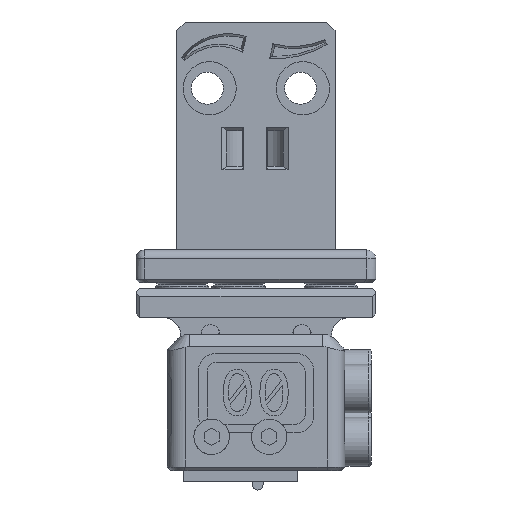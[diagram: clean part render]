
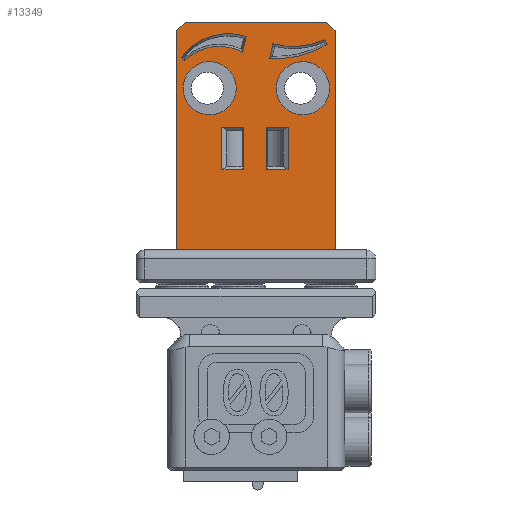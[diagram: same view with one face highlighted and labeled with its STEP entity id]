
A CAD part, front view. The second image highlights one B-rep face of the part: STEP entity #13349.
In plain terms, the highlighted planar face has unit normal (0, -1, 0).
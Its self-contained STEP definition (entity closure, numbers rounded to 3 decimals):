
#856=CIRCLE('',#14518,3.);
#859=CIRCLE('',#14523,8.814);
#862=CIRCLE('',#14528,10.606);
#864=CIRCLE('',#14532,6.626);
#866=CIRCLE('',#14536,5.596);
#867=CIRCLE('',#14538,3.);
#3616=ORIENTED_EDGE('',*,*,#6172,.T.);
#3617=ORIENTED_EDGE('',*,*,#6162,.F.);
#3618=ORIENTED_EDGE('',*,*,#6166,.F.);
#3619=ORIENTED_EDGE('',*,*,#6168,.F.);
#3620=ORIENTED_EDGE('',*,*,#6173,.T.);
#3621=ORIENTED_EDGE('',*,*,#5898,.T.);
#3622=ORIENTED_EDGE('',*,*,#6157,.F.);
#3623=ORIENTED_EDGE('',*,*,#6155,.F.);
#3624=ORIENTED_EDGE('',*,*,#6153,.F.);
#3625=ORIENTED_EDGE('',*,*,#6151,.F.);
#3626=ORIENTED_EDGE('',*,*,#6149,.F.);
#3627=ORIENTED_EDGE('',*,*,#6147,.F.);
#3628=ORIENTED_EDGE('',*,*,#6145,.F.);
#3629=ORIENTED_EDGE('',*,*,#6142,.F.);
#3630=ORIENTED_EDGE('',*,*,#6141,.T.);
#3631=ORIENTED_EDGE('',*,*,#6140,.T.);
#3632=ORIENTED_EDGE('',*,*,#6138,.T.);
#3633=ORIENTED_EDGE('',*,*,#6136,.T.);
#3634=ORIENTED_EDGE('',*,*,#6133,.T.);
#3635=ORIENTED_EDGE('',*,*,#6132,.T.);
#3636=ORIENTED_EDGE('',*,*,#6130,.T.);
#3637=ORIENTED_EDGE('',*,*,#6128,.T.);
#3638=ORIENTED_EDGE('',*,*,#6125,.T.);
#3639=ORIENTED_EDGE('',*,*,#6124,.F.);
#5898=EDGE_CURVE('',#7441,#7444,#8755,.T.);
#6124=EDGE_CURVE('',#7589,#7589,#856,.T.);
#6125=EDGE_CURVE('',#7590,#7591,#8880,.T.);
#6128=EDGE_CURVE('',#7592,#7590,#859,.T.);
#6130=EDGE_CURVE('',#7593,#7592,#8881,.T.);
#6132=EDGE_CURVE('',#7591,#7593,#862,.T.);
#6133=EDGE_CURVE('',#7594,#7595,#8882,.T.);
#6136=EDGE_CURVE('',#7596,#7594,#864,.T.);
#6138=EDGE_CURVE('',#7597,#7596,#8883,.T.);
#6140=EDGE_CURVE('',#7595,#7597,#866,.T.);
#6141=EDGE_CURVE('',#7598,#7598,#867,.T.);
#6142=EDGE_CURVE('',#7599,#7600,#8884,.T.);
#6145=EDGE_CURVE('',#7600,#7601,#8887,.T.);
#6147=EDGE_CURVE('',#7601,#7602,#8889,.T.);
#6149=EDGE_CURVE('',#7602,#7599,#8891,.T.);
#6151=EDGE_CURVE('',#7603,#7604,#8893,.T.);
#6153=EDGE_CURVE('',#7604,#7605,#8895,.T.);
#6155=EDGE_CURVE('',#7605,#7606,#8897,.T.);
#6157=EDGE_CURVE('',#7606,#7603,#8899,.T.);
#6162=EDGE_CURVE('',#7611,#7612,#8902,.T.);
#6166=EDGE_CURVE('',#7614,#7611,#8906,.T.);
#6168=EDGE_CURVE('',#7615,#7614,#8908,.T.);
#6172=EDGE_CURVE('',#7444,#7612,#8912,.T.);
#6173=EDGE_CURVE('',#7615,#7441,#8913,.T.);
#7441=VERTEX_POINT('',#21464);
#7444=VERTEX_POINT('',#21469);
#7589=VERTEX_POINT('',#22053);
#7590=VERTEX_POINT('',#22056);
#7591=VERTEX_POINT('',#22057);
#7592=VERTEX_POINT('',#22062);
#7593=VERTEX_POINT('',#22066);
#7594=VERTEX_POINT('',#22072);
#7595=VERTEX_POINT('',#22073);
#7596=VERTEX_POINT('',#22080);
#7597=VERTEX_POINT('',#22084);
#7598=VERTEX_POINT('',#22092);
#7599=VERTEX_POINT('',#22095);
#7600=VERTEX_POINT('',#22096);
#7601=VERTEX_POINT('',#22101);
#7602=VERTEX_POINT('',#22105);
#7603=VERTEX_POINT('',#22111);
#7604=VERTEX_POINT('',#22113);
#7605=VERTEX_POINT('',#22117);
#7606=VERTEX_POINT('',#22121);
#7611=VERTEX_POINT('',#22136);
#7612=VERTEX_POINT('',#22138);
#7614=VERTEX_POINT('',#22144);
#7615=VERTEX_POINT('',#22148);
#8755=LINE('',#21470,#10031);
#8880=LINE('',#22055,#10156);
#8881=LINE('',#22065,#10157);
#8882=LINE('',#22071,#10158);
#8883=LINE('',#22083,#10159);
#8884=LINE('',#22094,#10160);
#8887=LINE('',#22100,#10163);
#8889=LINE('',#22104,#10165);
#8891=LINE('',#22108,#10167);
#8893=LINE('',#22112,#10169);
#8895=LINE('',#22116,#10171);
#8897=LINE('',#22120,#10173);
#8899=LINE('',#22124,#10175);
#8902=LINE('',#22137,#10178);
#8906=LINE('',#22145,#10182);
#8908=LINE('',#22150,#10184);
#8912=LINE('',#22156,#10188);
#8913=LINE('',#22158,#10189);
#10031=VECTOR('',#16887,1000.);
#10156=VECTOR('',#17338,1000.);
#10157=VECTOR('',#17351,1000.);
#10158=VECTOR('',#17360,1000.);
#10159=VECTOR('',#17371,1000.);
#10160=VECTOR('',#17382,1000.);
#10163=VECTOR('',#17387,1000.);
#10165=VECTOR('',#17391,1000.);
#10167=VECTOR('',#17395,1000.);
#10169=VECTOR('',#17399,1000.);
#10171=VECTOR('',#17403,1000.);
#10173=VECTOR('',#17407,1000.);
#10175=VECTOR('',#17411,1000.);
#10178=VECTOR('',#17424,1000.);
#10182=VECTOR('',#17430,1000.);
#10184=VECTOR('',#17434,1000.);
#10188=VECTOR('',#17442,1000.);
#10189=VECTOR('',#17445,1000.);
#11178=EDGE_LOOP('',(#3616,#3617,#3618,#3619,#3620,#3621));
#11179=EDGE_LOOP('',(#3622,#3623,#3624,#3625));
#11180=EDGE_LOOP('',(#3626,#3627,#3628,#3629));
#11181=EDGE_LOOP('',(#3630));
#11182=EDGE_LOOP('',(#3631,#3632,#3633,#3634));
#11183=EDGE_LOOP('',(#3635,#3636,#3637,#3638));
#11184=EDGE_LOOP('',(#3639));
#12074=FACE_BOUND('',#11178,.T.);
#12075=FACE_BOUND('',#11179,.T.);
#12076=FACE_BOUND('',#11180,.T.);
#12077=FACE_BOUND('',#11181,.T.);
#12078=FACE_BOUND('',#11182,.T.);
#12079=FACE_BOUND('',#11183,.T.);
#12080=FACE_BOUND('',#11184,.T.);
#12702=PLANE('',#14557);
#13349=ADVANCED_FACE('',(#12074,#12075,#12076,#12077,#12078,#12079,#12080),
#12702,.T.);
#14518=AXIS2_PLACEMENT_3D('',#22052,#17334,#17335);
#14523=AXIS2_PLACEMENT_3D('',#22061,#17345,#17346);
#14528=AXIS2_PLACEMENT_3D('',#22069,#17356,#17357);
#14532=AXIS2_PLACEMENT_3D('',#22079,#17365,#17366);
#14536=AXIS2_PLACEMENT_3D('',#22089,#17374,#17375);
#14538=AXIS2_PLACEMENT_3D('',#22091,#17378,#17379);
#14557=AXIS2_PLACEMENT_3D('',#22159,#17446,#17447);
#16887=DIRECTION('',(1.,0.,0.));
#17334=DIRECTION('',(0.,-1.,0.));
#17335=DIRECTION('',(1.,0.,0.));
#17338=DIRECTION('',(0.447,0.,-0.894));
#17345=DIRECTION('',(0.,-1.,0.));
#17346=DIRECTION('',(1.,0.,0.));
#17351=DIRECTION('',(0.22,0.,0.975));
#17356=DIRECTION('',(0.,1.,0.));
#17357=DIRECTION('',(1.,0.,0.));
#17360=DIRECTION('',(-0.225,0.,-0.974));
#17365=DIRECTION('',(0.,1.,0.));
#17366=DIRECTION('',(1.,0.,0.));
#17371=DIRECTION('',(-0.707,0.,0.707));
#17374=DIRECTION('',(0.,-1.,0.));
#17375=DIRECTION('',(1.,0.,0.));
#17378=DIRECTION('',(0.,1.,0.));
#17379=DIRECTION('',(1.,0.,0.));
#17382=DIRECTION('',(0.,0.,1.));
#17387=DIRECTION('',(-1.,0.,0.));
#17391=DIRECTION('',(0.,0.,-1.));
#17395=DIRECTION('',(1.,0.,0.));
#17399=DIRECTION('',(1.,0.,0.));
#17403=DIRECTION('',(0.,0.,1.));
#17407=DIRECTION('',(-1.,0.,0.));
#17411=DIRECTION('',(0.,0.,-1.));
#17424=DIRECTION('',(0.707,0.,-0.707));
#17430=DIRECTION('',(1.,0.,0.));
#17434=DIRECTION('',(0.707,0.,0.707));
#17442=DIRECTION('',(0.,0.,1.));
#17445=DIRECTION('',(0.,0.,-1.));
#17446=DIRECTION('',(0.,-1.,0.));
#17447=DIRECTION('',(0.,0.,-1.));
#21464=CARTESIAN_POINT('',(404.192,1.848,3.7));
#21469=CARTESIAN_POINT('',(422.042,1.848,3.7));
#21470=CARTESIAN_POINT('',(413.117,1.848,3.7));
#22052=CARTESIAN_POINT('',(418.412,1.848,21.928));
#22053=CARTESIAN_POINT('',(421.412,1.848,21.928));
#22055=CARTESIAN_POINT('',(420.303,1.848,28.56));
#22056=CARTESIAN_POINT('',(420.88,1.848,27.407));
#22057=CARTESIAN_POINT('',(421.144,1.848,26.878));
#22061=CARTESIAN_POINT('',(417.309,1.848,35.466));
#22062=CARTESIAN_POINT('',(415.042,1.848,26.948));
#22065=CARTESIAN_POINT('',(414.752,1.848,25.666));
#22066=CARTESIAN_POINT('',(414.672,1.848,25.311));
#22069=CARTESIAN_POINT('',(415.539,1.848,35.881));
#22071=CARTESIAN_POINT('',(411.906,1.848,27.257));
#22072=CARTESIAN_POINT('',(412.024,1.848,27.772));
#22073=CARTESIAN_POINT('',(411.617,1.848,26.006));
#22079=CARTESIAN_POINT('',(409.989,1.848,21.466));
#22080=CARTESIAN_POINT('',(404.68,1.848,25.429));
#22083=CARTESIAN_POINT('',(406.758,1.848,23.35));
#22084=CARTESIAN_POINT('',(405.081,1.848,25.027));
#22089=CARTESIAN_POINT('',(409.018,1.848,21.05));
#22091=CARTESIAN_POINT('',(407.907,1.848,21.928));
#22092=CARTESIAN_POINT('',(410.907,1.848,21.928));
#22094=CARTESIAN_POINT('',(411.732,1.848,12.4));
#22095=CARTESIAN_POINT('',(411.732,1.848,12.75));
#22096=CARTESIAN_POINT('',(411.732,1.848,17.55));
#22100=CARTESIAN_POINT('',(413.157,1.848,17.55));
#22101=CARTESIAN_POINT('',(409.285,1.848,17.55));
#22104=CARTESIAN_POINT('',(409.285,1.848,12.65));
#22105=CARTESIAN_POINT('',(409.285,1.848,12.75));
#22108=CARTESIAN_POINT('',(413.157,1.848,12.75));
#22111=CARTESIAN_POINT('',(414.296,1.848,12.75));
#22112=CARTESIAN_POINT('',(413.157,1.848,12.75));
#22113=CARTESIAN_POINT('',(416.743,1.848,12.75));
#22116=CARTESIAN_POINT('',(416.743,1.848,12.65));
#22117=CARTESIAN_POINT('',(416.743,1.848,17.55));
#22120=CARTESIAN_POINT('',(413.157,1.848,17.55));
#22121=CARTESIAN_POINT('',(414.296,1.848,17.55));
#22124=CARTESIAN_POINT('',(414.296,1.848,12.4));
#22136=CARTESIAN_POINT('',(421.042,1.848,29.4));
#22137=CARTESIAN_POINT('',(420.167,1.848,30.275));
#22138=CARTESIAN_POINT('',(422.042,1.848,28.4));
#22144=CARTESIAN_POINT('',(405.142,1.848,29.4));
#22145=CARTESIAN_POINT('',(413.157,1.848,29.4));
#22148=CARTESIAN_POINT('',(404.192,1.848,28.45));
#22150=CARTESIAN_POINT('',(406.149,1.848,30.407));
#22156=CARTESIAN_POINT('',(422.042,1.848,22.157));
#22158=CARTESIAN_POINT('',(404.192,1.848,28.671));
#22159=CARTESIAN_POINT('',(413.117,1.848,16.55));
